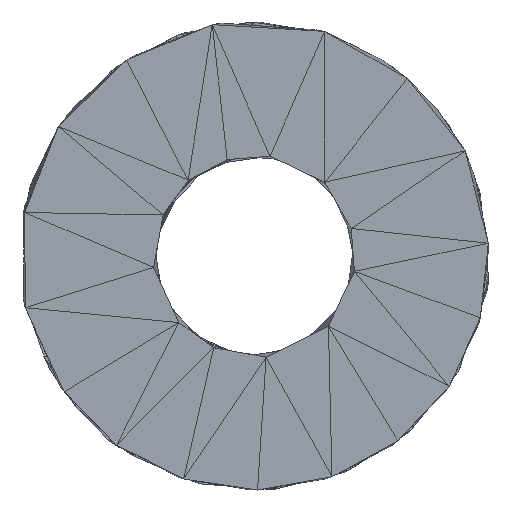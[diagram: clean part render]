
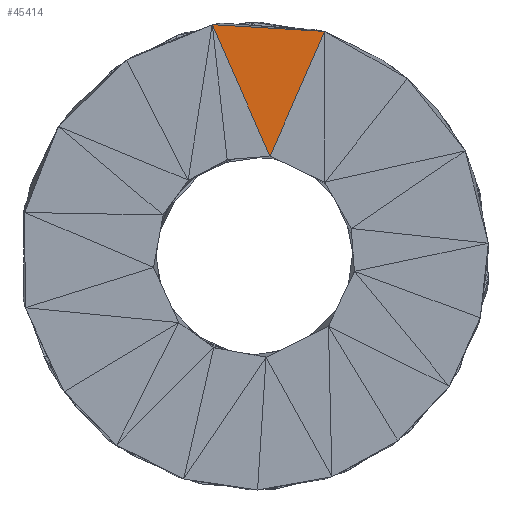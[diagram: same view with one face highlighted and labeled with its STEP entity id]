
A CAD part, front view. The second image highlights one B-rep face of the part: STEP entity #45414.
In plain terms, the highlighted planar face has unit normal (0, -1, 0).
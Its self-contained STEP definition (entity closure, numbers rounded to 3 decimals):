
#45373 = VERTEX_POINT('',#45374);
#45374 = CARTESIAN_POINT('',(22.746,0.,34.346));
#45396 = VERTEX_POINT('',#45397);
#45397 = CARTESIAN_POINT('',(18.65,0.,24.984));
#45404 = EDGE_CURVE('',#45373,#45396,#45405,.T.);
#45405 = LINE('',#45406,#45407);
#45406 = CARTESIAN_POINT('',(22.746,0.,34.346));
#45407 = VECTOR('',#45408,1.);
#45408 = DIRECTION('',(-0.401,0.,-0.916));
#45414 = ADVANCED_FACE('',(#45415),#45432,.T.);
#45415 = FACE_BOUND('',#45416,.T.);
#45416 = EDGE_LOOP('',(#45417,#45425,#45426));
#45417 = ORIENTED_EDGE('',*,*,#45418,.T.);
#45418 = EDGE_CURVE('',#45419,#45396,#45421,.T.);
#45419 = VERTEX_POINT('',#45420);
#45420 = CARTESIAN_POINT('',(14.316,0.,34.854));
#45421 = LINE('',#45422,#45423);
#45422 = CARTESIAN_POINT('',(14.316,0.,34.854));
#45423 = VECTOR('',#45424,1.);
#45424 = DIRECTION('',(0.402,0.,-0.916));
#45425 = ORIENTED_EDGE('',*,*,#45404,.F.);
#45426 = ORIENTED_EDGE('',*,*,#45427,.T.);
#45427 = EDGE_CURVE('',#45373,#45419,#45428,.T.);
#45428 = LINE('',#45429,#45430);
#45429 = CARTESIAN_POINT('',(22.746,0.,34.346));
#45430 = VECTOR('',#45431,1.);
#45431 = DIRECTION('',(-0.998,0.,0.06));
#45432 = PLANE('',#45433);
#45433 = AXIS2_PLACEMENT_3D('',#45434,#45435,#45436);
#45434 = CARTESIAN_POINT('',(18.533,0.,31.174));
#45435 = DIRECTION('',(-0.,-1.,-0.));
#45436 = DIRECTION('',(0.,0.,-1.));
